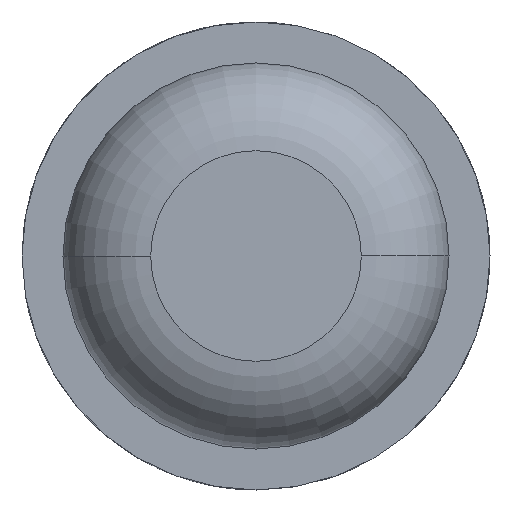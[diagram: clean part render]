
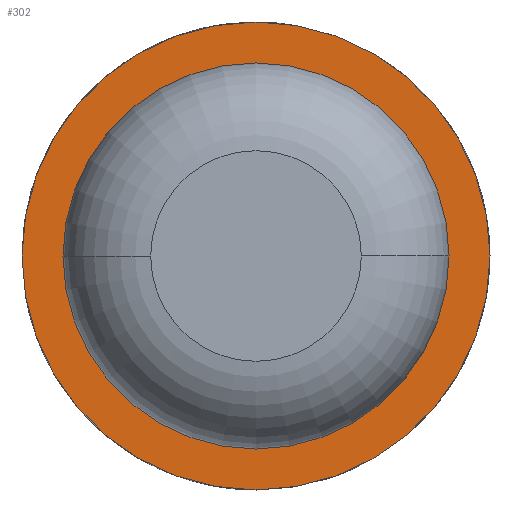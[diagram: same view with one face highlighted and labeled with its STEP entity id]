
A CAD part, front view. The second image highlights one B-rep face of the part: STEP entity #302.
In plain terms, the highlighted planar face has unit normal (0, -1, 0).
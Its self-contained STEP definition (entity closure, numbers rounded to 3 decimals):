
#126 = DIRECTION ( 'NONE',  ( -1., 0., 0. ) ) ;
#150 = DIRECTION ( 'NONE',  ( 0., 1., 0. ) ) ;
#181 = CARTESIAN_POINT ( 'NONE',  ( 0., -6., 0. ) ) ;
#302 = ADVANCED_FACE ( 'Defeature ausgef�hrt1_5', ( #3028, #1470 ), #2015, .F. ) ;
#354 = EDGE_CURVE ( 'Defeature ausgef�hrt1_6+Defeature ausgef�hrt1_5+Defeature ausgef�hrt1_5+Defeature ausgef�hrt1_5', #1261, #1564, #3757, .T. ) ;
#369 = AXIS2_PLACEMENT_3D ( 'NONE', #181, #3354, #2806 ) ;
#438 = CIRCLE ( 'NONE', #369, 0.825 ) ;
#490 = EDGE_CURVE ( 'Defeature ausgef�hrt1_5+Defeature ausgef�hrt1_0+Defeature ausgef�hrt1_0+Defeature ausgef�hrt1_0', #509, #2112, #438, .T. ) ;
#509 = VERTEX_POINT ( 'NONE', #2176 ) ;
#555 = CIRCLE ( 'NONE', #675, 1. ) ;
#674 = DIRECTION ( 'NONE',  ( 0., 1., 0. ) ) ;
#675 = AXIS2_PLACEMENT_3D ( 'NONE', #3202, #2659, #902 ) ;
#795 = DIRECTION ( 'NONE',  ( 0., 1., 0. ) ) ;
#902 = DIRECTION ( 'NONE',  ( -1., 0., 0. ) ) ;
#998 = DIRECTION ( 'NONE',  ( -1., 0., 0. ) ) ;
#1170 = EDGE_CURVE ( 'Defeature ausgef�hrt1_5+Defeature ausgef�hrt1_0+Defeature ausgef�hrt1_0+Defeature ausgef�hrt1_0', #2112, #509, #2989, .T. ) ;
#1177 = ORIENTED_EDGE ( 'NONE', *, *, #3514, .F. ) ;
#1233 = EDGE_LOOP ( 'NONE', ( #3062, #1984 ) ) ;
#1261 = VERTEX_POINT ( 'NONE', #3353 ) ;
#1469 = CARTESIAN_POINT ( 'NONE',  ( 1., -6., 0. ) ) ;
#1470 = FACE_BOUND ( 'NONE', #1233, .T. ) ;
#1564 = VERTEX_POINT ( 'NONE', #1469 ) ;
#1984 = ORIENTED_EDGE ( 'NONE', *, *, #490, .T. ) ;
#2015 = PLANE ( 'NONE',  #3302 ) ;
#2112 = VERTEX_POINT ( 'NONE', #2383 ) ;
#2176 = CARTESIAN_POINT ( 'NONE',  ( 0.825, -6., 0. ) ) ;
#2345 = DIRECTION ( 'NONE',  ( -1., 0., 0. ) ) ;
#2383 = CARTESIAN_POINT ( 'NONE',  ( -0.825, -6., 0. ) ) ;
#2545 = CARTESIAN_POINT ( 'NONE',  ( 0.825, -6., 0. ) ) ;
#2659 = DIRECTION ( 'NONE',  ( 0., 1., 0. ) ) ;
#2806 = DIRECTION ( 'NONE',  ( -1., 0., 0. ) ) ;
#2858 = EDGE_LOOP ( 'NONE', ( #3124, #1177 ) ) ;
#2884 = AXIS2_PLACEMENT_3D ( 'NONE', #3581, #674, #998 ) ;
#2989 = CIRCLE ( 'NONE', #2884, 0.825 ) ;
#3028 = FACE_OUTER_BOUND ( 'NONE', #2858, .T. ) ;
#3038 = AXIS2_PLACEMENT_3D ( 'NONE', #3304, #150, #126 ) ;
#3062 = ORIENTED_EDGE ( 'NONE', *, *, #1170, .T. ) ;
#3124 = ORIENTED_EDGE ( 'NONE', *, *, #354, .F. ) ;
#3202 = CARTESIAN_POINT ( 'NONE',  ( 0., -6., 0. ) ) ;
#3302 = AXIS2_PLACEMENT_3D ( 'NONE', #2545, #795, #2345 ) ;
#3304 = CARTESIAN_POINT ( 'NONE',  ( 0., -6., 0. ) ) ;
#3353 = CARTESIAN_POINT ( 'NONE',  ( -1., -6., 0. ) ) ;
#3354 = DIRECTION ( 'NONE',  ( 0., 1., 0. ) ) ;
#3514 = EDGE_CURVE ( 'Defeature ausgef�hrt1_6+Defeature ausgef�hrt1_5+Defeature ausgef�hrt1_5+Defeature ausgef�hrt1_5', #1564, #1261, #555, .T. ) ;
#3581 = CARTESIAN_POINT ( 'NONE',  ( 0., -6., 0. ) ) ;
#3757 = CIRCLE ( 'NONE', #3038, 1. ) ;
